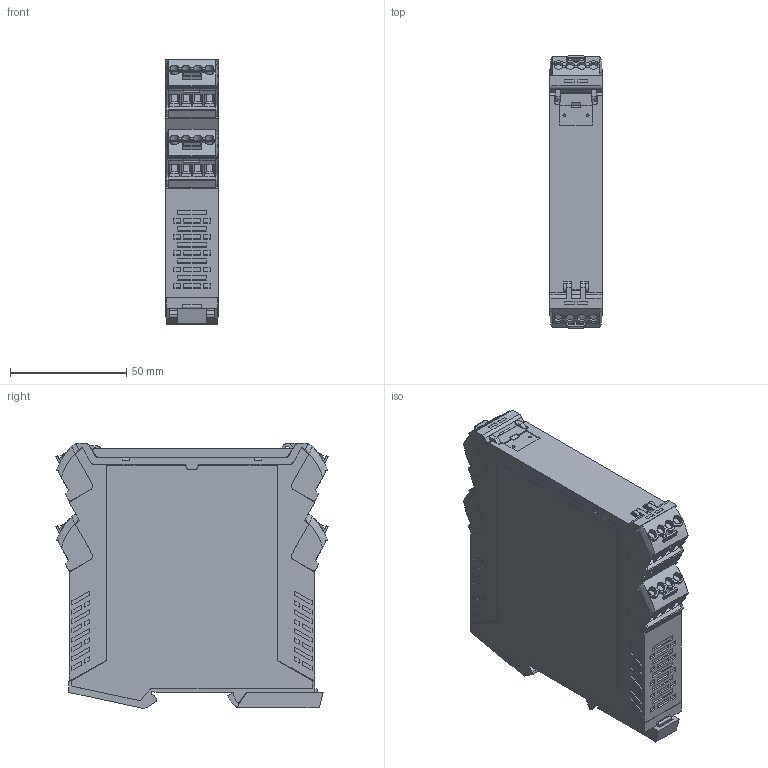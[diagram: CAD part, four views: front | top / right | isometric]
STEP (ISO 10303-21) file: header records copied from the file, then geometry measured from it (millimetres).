
FILE_DESCRIPTION(('CATIA V5 STEP Exchange','CAx-IF Rec.Pracs.--- Model Styling and Organization---1.4--- 2014-01-23'),'2;1');
FILE_NAME ('D1433674_1_1519330000_S3D_CH20M22_SET_2_2_BK_OR.stp','2020-08-11T07:47:09+00:00',('none'),('Weidmueller'),'CATIA Version 5-6 Release 2016 SP3 HF44','CATIA V5 STEP AP214','none');
FILE_SCHEMA(('AUTOMOTIVE_DESIGN { 1 0 10303 214 1 1 1 1 }'));
Products named in the file (1): S3D_CH20M22_SET_2_2_BK_OR
Bounding box: 22.5 x 117.03 x 114.07 mm (x, y, z)
Volume: 89672.3 mm3; surface area: 129486.3 mm2
Topology: 67 solids, 67 shells, 3986 faces, 11895 edges, 8177 vertices
Faces by surface type: plane 3011, cylinder 668, extrusion 265, revolution 32, bspline 8, sphere 2
Entity records: 135512 total; most frequent: CARTESIAN_POINT 30147, ORIENTED_EDGE 23790, DIRECTION 16238, EDGE_CURVE 11895, VECTOR 9159, LINE 8894, VERTEX_POINT 8177, AXIS2_PLACEMENT_3D 4295
